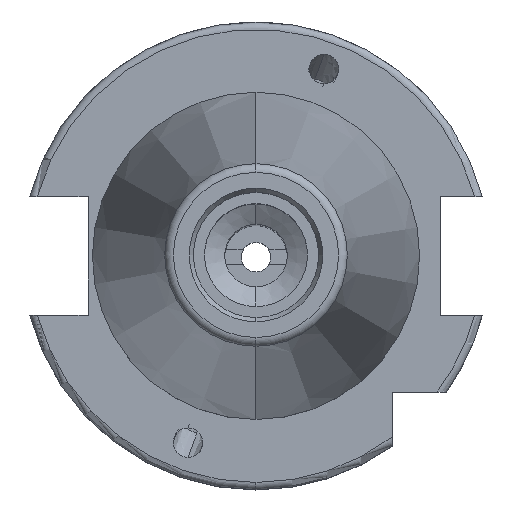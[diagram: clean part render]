
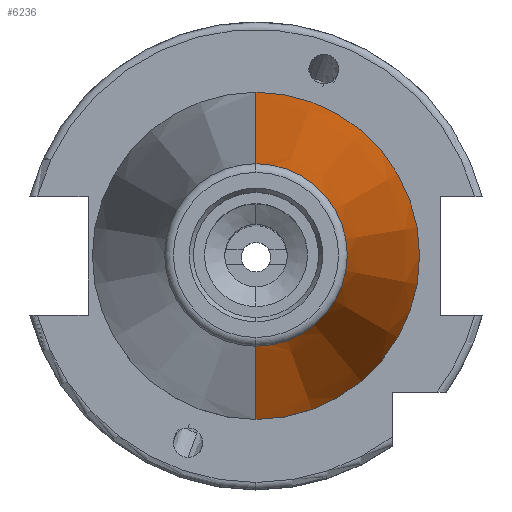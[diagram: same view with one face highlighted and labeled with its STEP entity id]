
A CAD part, top view. The second image highlights one B-rep face of the part: STEP entity #6236.
In plain terms, the highlighted conical face has half-angle 8.297 degrees and reference radius 22.225 mm.
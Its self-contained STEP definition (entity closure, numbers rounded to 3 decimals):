
#154 = VERTEX_POINT ( 'NONE', #2324 ) ;
#253 = VERTEX_POINT ( 'NONE', #1413 ) ;
#436 = ORIENTED_EDGE ( 'NONE', *, *, #5025, .F. ) ;
#764 = CARTESIAN_POINT ( 'NONE',  ( 0., -22.225, 19.1 ) ) ;
#934 = VERTEX_POINT ( 'NONE', #764 ) ;
#1063 = LINE ( 'NONE', #4628, #5473 ) ;
#1222 = LINE ( 'NONE', #6443, #4278 ) ;
#1413 = CARTESIAN_POINT ( 'NONE',  ( 0., 12.4, 86.473 ) ) ;
#1735 = DIRECTION ( 'NONE',  ( 0., -1., 0. ) ) ;
#1786 = EDGE_CURVE ( 'NONE', #3957, #253, #2175, .T. ) ;
#2175 = CIRCLE ( 'NONE', #2217, 12.4 ) ;
#2217 = AXIS2_PLACEMENT_3D ( 'NONE', #4849, #5762, #1735 ) ;
#2324 = CARTESIAN_POINT ( 'NONE',  ( 0., 22.225, 19.1 ) ) ;
#2560 = CARTESIAN_POINT ( 'NONE',  ( 0., 0., 19.1 ) ) ;
#3055 = DIRECTION ( 'NONE',  ( 0., -0.144, -0.99 ) ) ;
#3111 = DIRECTION ( 'NONE',  ( 0., -1., 0. ) ) ;
#3132 = ORIENTED_EDGE ( 'NONE', *, *, #4602, .T. ) ;
#3285 = CIRCLE ( 'NONE', #4816, 22.225 ) ;
#3957 = VERTEX_POINT ( 'NONE', #4670 ) ;
#4041 = EDGE_CURVE ( 'NONE', #3957, #934, #1222, .T. ) ;
#4107 = CONICAL_SURFACE ( 'NONE', #7384, 22.225, 0.145 ) ;
#4278 = VECTOR ( 'NONE', #3055, 1000. ) ;
#4602 = EDGE_CURVE ( 'NONE', #934, #154, #3285, .T. ) ;
#4628 = CARTESIAN_POINT ( 'NONE',  ( 0., 22.225, 19.1 ) ) ;
#4670 = CARTESIAN_POINT ( 'NONE',  ( 0., -12.4, 86.473 ) ) ;
#4816 = AXIS2_PLACEMENT_3D ( 'NONE', #2560, #6567, #3111 ) ;
#4849 = CARTESIAN_POINT ( 'NONE',  ( 0., 0., 86.473 ) ) ;
#4931 = EDGE_LOOP ( 'NONE', ( #7064, #5114, #3132, #436 ) ) ;
#5025 = EDGE_CURVE ( 'NONE', #253, #154, #1063, .T. ) ;
#5114 = ORIENTED_EDGE ( 'NONE', *, *, #4041, .T. ) ;
#5473 = VECTOR ( 'NONE', #6379, 1000. ) ;
#5762 = DIRECTION ( 'NONE',  ( 0., 0., 1. ) ) ;
#6236 = ADVANCED_FACE ( 'NONE', ( #7383 ), #4107, .T. ) ;
#6379 = DIRECTION ( 'NONE',  ( 0., 0.144, -0.99 ) ) ;
#6409 = DIRECTION ( 'NONE',  ( 0., 1., 0. ) ) ;
#6443 = CARTESIAN_POINT ( 'NONE',  ( 0., -22.225, 19.1 ) ) ;
#6567 = DIRECTION ( 'NONE',  ( 0., 0., 1. ) ) ;
#6957 = DIRECTION ( 'NONE',  ( 0., 0., -1. ) ) ;
#7003 = CARTESIAN_POINT ( 'NONE',  ( 0., 0., 19.1 ) ) ;
#7064 = ORIENTED_EDGE ( 'NONE', *, *, #1786, .F. ) ;
#7383 = FACE_OUTER_BOUND ( 'NONE', #4931, .T. ) ;
#7384 = AXIS2_PLACEMENT_3D ( 'NONE', #7003, #6957, #6409 ) ;
